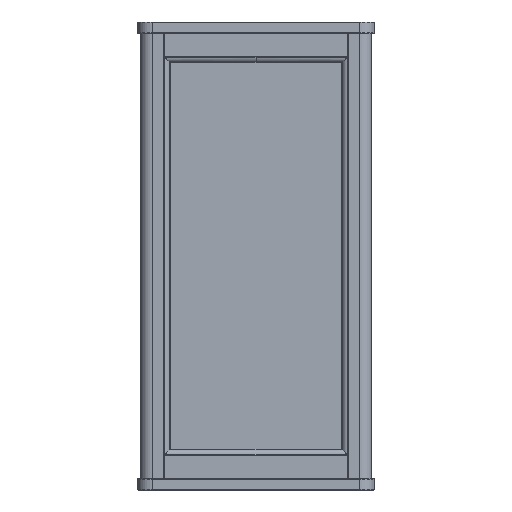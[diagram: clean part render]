
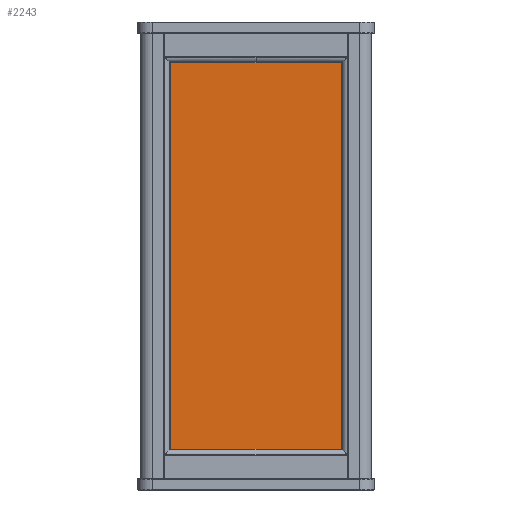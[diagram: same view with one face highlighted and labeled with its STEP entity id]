
A CAD part, top view. The second image highlights one B-rep face of the part: STEP entity #2243.
In plain terms, the highlighted planar face has unit normal (0, 0, 1).
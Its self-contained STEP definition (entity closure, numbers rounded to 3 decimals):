
#45 = VERTEX_POINT ( 'NONE', #3390 ) ;
#55 = CARTESIAN_POINT ( 'NONE',  ( 154., -335., 4. ) ) ;
#178 = ORIENTED_EDGE ( 'NONE', *, *, #1447, .T. ) ;
#642 = DIRECTION ( 'NONE',  ( 1., 0., 0. ) ) ;
#760 = DIRECTION ( 'NONE',  ( -1., 0., 0. ) ) ;
#1050 = CARTESIAN_POINT ( 'NONE',  ( -155., 335., 4. ) ) ;
#1123 = CARTESIAN_POINT ( 'NONE',  ( 155., -335., 4. ) ) ;
#1144 = LINE ( 'NONE', #1168, #3915 ) ;
#1168 = CARTESIAN_POINT ( 'NONE',  ( 154., 336., 4. ) ) ;
#1291 = AXIS2_PLACEMENT_3D ( 'NONE', #2199, #3462, #642 ) ;
#1347 = EDGE_CURVE ( 'NONE', #3232, #2848, #1418, .T. ) ;
#1418 = LINE ( 'NONE', #1050, #1892 ) ;
#1426 = LINE ( 'NONE', #2686, #3534 ) ;
#1447 = EDGE_CURVE ( 'NONE', #45, #2255, #2697, .T. ) ;
#1892 = VECTOR ( 'NONE', #760, 1000. ) ;
#2089 = EDGE_LOOP ( 'NONE', ( #3600, #178, #2495, #2382 ) ) ;
#2197 = CARTESIAN_POINT ( 'NONE',  ( 154., 335., 4. ) ) ;
#2199 = CARTESIAN_POINT ( 'NONE',  ( 0., 0., 4. ) ) ;
#2225 = PLANE ( 'NONE',  #1291 ) ;
#2243 = ADVANCED_FACE ( 'NONE', ( #2841 ), #2225, .T. ) ;
#2255 = VERTEX_POINT ( 'NONE', #55 ) ;
#2382 = ORIENTED_EDGE ( 'NONE', *, *, #1347, .T. ) ;
#2388 = DIRECTION ( 'NONE',  ( 1., 0., 0. ) ) ;
#2417 = EDGE_CURVE ( 'NONE', #2848, #45, #1426, .T. ) ;
#2495 = ORIENTED_EDGE ( 'NONE', *, *, #3922, .T. ) ;
#2643 = CARTESIAN_POINT ( 'NONE',  ( -154., 335., 4. ) ) ;
#2686 = CARTESIAN_POINT ( 'NONE',  ( -154., -336., 4. ) ) ;
#2697 = LINE ( 'NONE', #1123, #4000 ) ;
#2841 = FACE_OUTER_BOUND ( 'NONE', #2089, .T. ) ;
#2848 = VERTEX_POINT ( 'NONE', #2643 ) ;
#3232 = VERTEX_POINT ( 'NONE', #2197 ) ;
#3390 = CARTESIAN_POINT ( 'NONE',  ( -154., -335., 4. ) ) ;
#3462 = DIRECTION ( 'NONE',  ( 0., 0., 1. ) ) ;
#3534 = VECTOR ( 'NONE', #3633, 1000. ) ;
#3600 = ORIENTED_EDGE ( 'NONE', *, *, #2417, .T. ) ;
#3633 = DIRECTION ( 'NONE',  ( 0., -1., 0. ) ) ;
#3915 = VECTOR ( 'NONE', #3985, 1000. ) ;
#3922 = EDGE_CURVE ( 'NONE', #2255, #3232, #1144, .T. ) ;
#3985 = DIRECTION ( 'NONE',  ( 0., 1., 0. ) ) ;
#4000 = VECTOR ( 'NONE', #2388, 1000. ) ;
